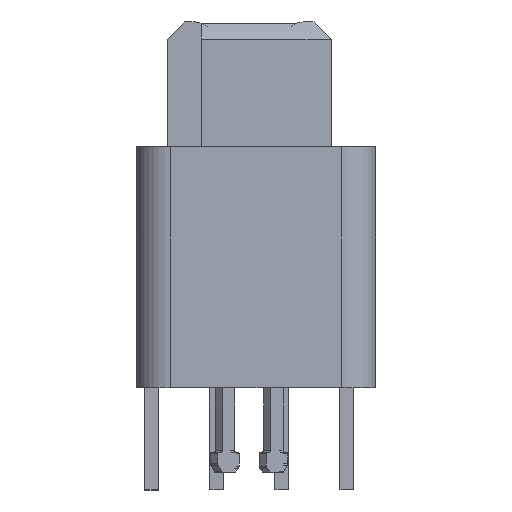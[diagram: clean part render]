
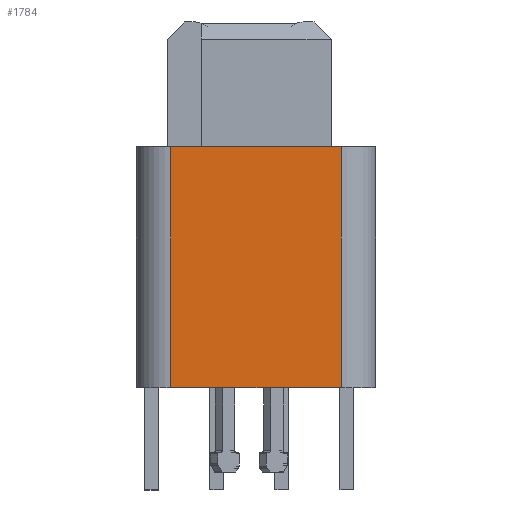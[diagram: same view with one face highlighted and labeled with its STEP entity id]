
A CAD part, left-side view. The second image highlights one B-rep face of the part: STEP entity #1784.
In plain terms, the highlighted planar face has unit normal (-1, 0, 0).
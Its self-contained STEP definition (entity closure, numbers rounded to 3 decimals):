
#1784=ADVANCED_FACE('',(#3378),#3379,.F.);
#3378=FACE_OUTER_BOUND('',#4979,.T.);
#3379=PLANE('',#4980);
#4979=EDGE_LOOP('',(#8845,#8846,#8847,#8848));
#4980=AXIS2_PLACEMENT_3D('',#8849,#8850,#8851);
#8845=ORIENTED_EDGE('',*,*,#11990,.T.);
#8846=ORIENTED_EDGE('',*,*,#11959,.F.);
#8847=ORIENTED_EDGE('',*,*,#11988,.F.);
#8848=ORIENTED_EDGE('',*,*,#11915,.F.);
#8849=CARTESIAN_POINT('',(-31.765,2.5,2.4));
#8850=DIRECTION('',(1.0,0.0,0.0));
#8851=DIRECTION('',(0.0,0.0,-1.0));
#11915=EDGE_CURVE('',#14609,#14611,#14612,.T.);
#11959=EDGE_CURVE('',#14683,#14685,#14686,.T.);
#11988=EDGE_CURVE('',#14611,#14683,#14730,.T.);
#11990=EDGE_CURVE('',#14609,#14685,#14732,.T.);
#14609=VERTEX_POINT('',#18463);
#14611=VERTEX_POINT('',#18465);
#14612=LINE('',#18466,#18467);
#14683=VERTEX_POINT('',#18568);
#14685=VERTEX_POINT('',#18570);
#14686=LINE('',#18571,#18572);
#14730=LINE('',#18635,#18636);
#14732=LINE('',#18638,#18639);
#18463=CARTESIAN_POINT('',(-31.765,2.5,6.05));
#18465=CARTESIAN_POINT('',(-31.765,-2.5,6.05));
#18466=CARTESIAN_POINT('',(-31.765,2.5,6.05));
#18467=VECTOR('',#21103,1.0);
#18568=CARTESIAN_POINT('',(-31.765,-2.5,-1.0));
#18570=CARTESIAN_POINT('',(-31.765,2.5,-1.0));
#18571=CARTESIAN_POINT('',(-31.765,-2.5,-1.0));
#18572=VECTOR('',#21152,1.0);
#18635=CARTESIAN_POINT('',(-31.765,-2.5,2.4));
#18636=VECTOR('',#21181,1.0);
#18638=CARTESIAN_POINT('',(-31.765,2.5,2.4));
#18639=VECTOR('',#21182,1.0);
#21103=DIRECTION('',(0.0,-1.0,0.0));
#21152=DIRECTION('',(0.0,1.0,0.0));
#21181=DIRECTION('',(0.0,0.0,-1.0));
#21182=DIRECTION('',(0.0,0.0,-1.0));
